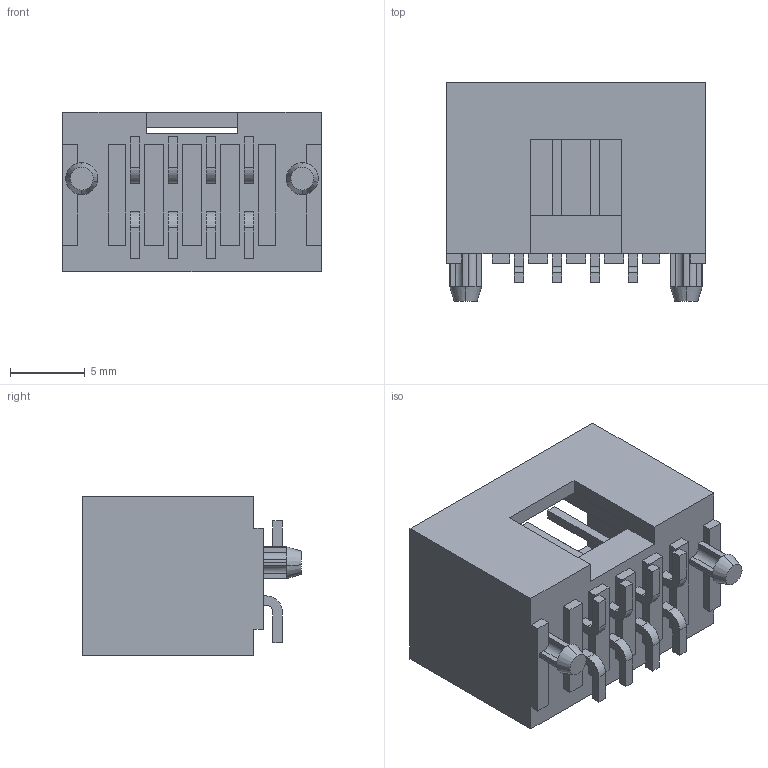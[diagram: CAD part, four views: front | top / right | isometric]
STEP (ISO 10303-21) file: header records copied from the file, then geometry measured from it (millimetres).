
FILE_DESCRIPTION(('STEP AP242'),'1');
FILE_NAME('0713492036.stp','2025-09-29T14:17:01',('TraceParts'),('TraceParts S.A.S.'),'Spatial InterOp 3D',' ',' ');
FILE_SCHEMA(('AP242_MANAGED_MODEL_BASED_3D_ENGINEERING_MIM_LF {1 0 10303 442 1 1 4}'));
Length unit declared in the file: millimetre
Products named in the file (1): 713492036
Bounding box: 17.27 x 14.61 x 10.67 mm (x, y, z)
Volume: 1083.2 mm3; surface area: 1761.3 mm2
Topology: 1 solids, 1 shells, 235 faces, 653 edges, 442 vertices
Faces by surface type: plane 191, cylinder 36, cone 8
Entity records: 7403 total; most frequent: CARTESIAN_POINT 1292, ORIENTED_EDGE 1230, DIRECTION 1227, EDGE_CURVE 615, LINE 553, VECTOR 553, VERTEX_POINT 402, AXIS2_PLACEMENT_3D 337
